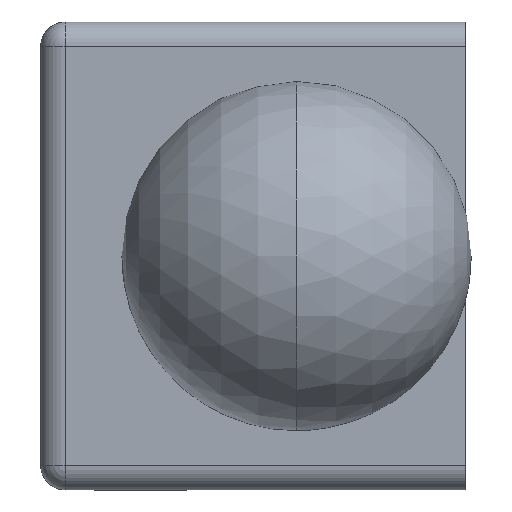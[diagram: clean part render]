
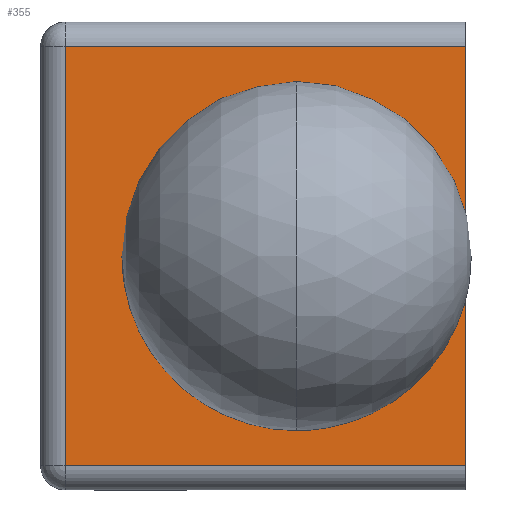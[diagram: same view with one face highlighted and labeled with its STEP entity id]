
A CAD part, front view. The second image highlights one B-rep face of the part: STEP entity #355.
In plain terms, the highlighted planar face has unit normal (0, -1, 0).
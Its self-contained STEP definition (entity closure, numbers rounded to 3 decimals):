
#22 = AXIS2_PLACEMENT_3D ( 'NONE', #609, #470, #243 ) ;
#29 = VECTOR ( 'NONE', #382, 1000. ) ;
#52 = EDGE_CURVE ( 'NONE', #583, #147, #265, .T. ) ;
#55 = CARTESIAN_POINT ( 'NONE',  ( 0., 28.085, -7.5 ) ) ;
#57 = VECTOR ( 'NONE', #100, 1000. ) ;
#69 = FACE_OUTER_BOUND ( 'NONE', #432, .T. ) ;
#77 = ORIENTED_EDGE ( 'NONE', *, *, #631, .T. ) ;
#94 = CARTESIAN_POINT ( 'NONE',  ( 0., 28.085, 7.5 ) ) ;
#100 = DIRECTION ( 'NONE',  ( -1., 0., 0. ) ) ;
#104 = DIRECTION ( 'NONE',  ( 0., 0., 1. ) ) ;
#106 = ORIENTED_EDGE ( 'NONE', *, *, #357, .T. ) ;
#144 = DIRECTION ( 'NONE',  ( 0., -1., 0. ) ) ;
#147 = VERTEX_POINT ( 'NONE', #160 ) ;
#152 = VECTOR ( 'NONE', #104, 1000. ) ;
#160 = CARTESIAN_POINT ( 'NONE',  ( 17.291, 28.085, -21.5 ) ) ;
#215 = ORIENTED_EDGE ( 'NONE', *, *, #524, .T. ) ;
#227 = EDGE_LOOP ( 'NONE', ( #77, #573 ) ) ;
#243 = DIRECTION ( 'NONE',  ( 0., 0., 1. ) ) ;
#263 = LINE ( 'NONE', #518, #152 ) ;
#265 = LINE ( 'NONE', #739, #639 ) ;
#269 = CIRCLE ( 'NONE', #22, 7.5 ) ;
#278 = DIRECTION ( 'NONE',  ( 0., 0., 1. ) ) ;
#287 = FACE_BOUND ( 'NONE', #227, .T. ) ;
#305 = ORIENTED_EDGE ( 'NONE', *, *, #477, .T. ) ;
#313 = AXIS2_PLACEMENT_3D ( 'NONE', #433, #511, #278 ) ;
#346 = ORIENTED_EDGE ( 'NONE', *, *, #52, .T. ) ;
#353 = VERTEX_POINT ( 'NONE', #94 ) ;
#355 = ADVANCED_FACE ( 'NONE', ( #69, #287 ), #695, .T. ) ;
#357 = EDGE_CURVE ( 'NONE', #147, #692, #263, .T. ) ;
#370 = LINE ( 'NONE', #741, #29 ) ;
#382 = DIRECTION ( 'NONE',  ( 0., 0., -1. ) ) ;
#394 = CARTESIAN_POINT ( 'NONE',  ( 17.291, 28.085, 21.5 ) ) ;
#430 = DIRECTION ( 'NONE',  ( 1., 0., 0. ) ) ;
#431 = AXIS2_PLACEMENT_3D ( 'NONE', #682, #144, #554 ) ;
#432 = EDGE_LOOP ( 'NONE', ( #106, #305, #215, #346 ) ) ;
#433 = CARTESIAN_POINT ( 'NONE',  ( 0., 28.085, 0. ) ) ;
#470 = DIRECTION ( 'NONE',  ( 0., 1., 0. ) ) ;
#477 = EDGE_CURVE ( 'NONE', #692, #824, #571, .T. ) ;
#501 = CARTESIAN_POINT ( 'NONE',  ( -23.75, 28.085, -21.5 ) ) ;
#511 = DIRECTION ( 'NONE',  ( 0., 1., 0. ) ) ;
#518 = CARTESIAN_POINT ( 'NONE',  ( 17.291, 28.085, -73.681 ) ) ;
#524 = EDGE_CURVE ( 'NONE', #824, #583, #370, .T. ) ;
#554 = DIRECTION ( 'NONE',  ( 0., 0., -1. ) ) ;
#571 = LINE ( 'NONE', #637, #57 ) ;
#573 = ORIENTED_EDGE ( 'NONE', *, *, #806, .T. ) ;
#583 = VERTEX_POINT ( 'NONE', #501 ) ;
#607 = CARTESIAN_POINT ( 'NONE',  ( -23.75, 28.085, 21.5 ) ) ;
#609 = CARTESIAN_POINT ( 'NONE',  ( 0., 28.085, 0. ) ) ;
#631 = EDGE_CURVE ( 'NONE', #353, #661, #779, .T. ) ;
#637 = CARTESIAN_POINT ( 'NONE',  ( -26.25, 28.085, 21.5 ) ) ;
#639 = VECTOR ( 'NONE', #430, 1000. ) ;
#661 = VERTEX_POINT ( 'NONE', #55 ) ;
#682 = CARTESIAN_POINT ( 'NONE',  ( 0., 28.085, 0. ) ) ;
#692 = VERTEX_POINT ( 'NONE', #394 ) ;
#695 = PLANE ( 'NONE',  #431 ) ;
#739 = CARTESIAN_POINT ( 'NONE',  ( 26.25, 28.085, -21.5 ) ) ;
#741 = CARTESIAN_POINT ( 'NONE',  ( -23.75, 28.085, -24. ) ) ;
#779 = CIRCLE ( 'NONE', #313, 7.5 ) ;
#806 = EDGE_CURVE ( 'NONE', #661, #353, #269, .T. ) ;
#824 = VERTEX_POINT ( 'NONE', #607 ) ;
